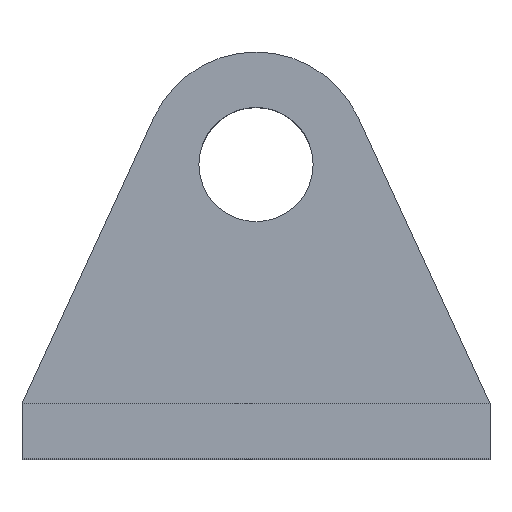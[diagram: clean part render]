
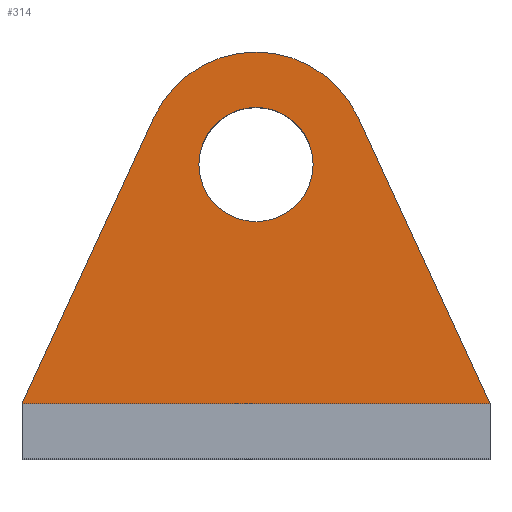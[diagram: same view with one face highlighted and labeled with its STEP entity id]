
A CAD part, top view. The second image highlights one B-rep face of the part: STEP entity #314.
In plain terms, the highlighted planar face has unit normal (0, 0, 1).
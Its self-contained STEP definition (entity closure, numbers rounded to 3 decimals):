
#11 = CARTESIAN_POINT ( 'NONE',  ( 12.7, 0., 5. ) ) ;
#12 = VERTEX_POINT ( 'NONE', #381 ) ;
#15 = EDGE_CURVE ( 'NONE', #358, #43, #50, .T. ) ;
#16 = VERTEX_POINT ( 'NONE', #368 ) ;
#20 = CARTESIAN_POINT ( 'NONE',  ( 0., 16., 5. ) ) ;
#22 = ORIENTED_EDGE ( 'NONE', *, *, #57, .T. ) ;
#38 = VECTOR ( 'NONE', #113, 1000. ) ;
#43 = VERTEX_POINT ( 'NONE', #189 ) ;
#50 = LINE ( 'NONE', #169, #38 ) ;
#57 = EDGE_CURVE ( 'NONE', #85, #140, #436, .T. ) ;
#67 = CARTESIAN_POINT ( 'NONE',  ( 12.7, 0., 5. ) ) ;
#69 = EDGE_LOOP ( 'NONE', ( #666, #613 ) ) ;
#71 = LINE ( 'NONE', #534, #141 ) ;
#72 = EDGE_CURVE ( 'NONE', #43, #12, #488, .T. ) ;
#74 = AXIS2_PLACEMENT_3D ( 'NONE', #456, #133, #199 ) ;
#85 = VERTEX_POINT ( 'NONE', #11 ) ;
#94 = VERTEX_POINT ( 'NONE', #234 ) ;
#113 = DIRECTION ( 'NONE',  ( -0.418, -0.908, 0. ) ) ;
#114 = DIRECTION ( 'NONE',  ( 1., 0., 0. ) ) ;
#124 = ORIENTED_EDGE ( 'NONE', *, *, #15, .T. ) ;
#125 = VECTOR ( 'NONE', #331, 1000. ) ;
#133 = DIRECTION ( 'NONE',  ( 0., 0., 1. ) ) ;
#139 = DIRECTION ( 'NONE',  ( 1., 0., 0. ) ) ;
#140 = VERTEX_POINT ( 'NONE', #481 ) ;
#141 = VECTOR ( 'NONE', #442, 1000. ) ;
#153 = CIRCLE ( 'NONE', #243, 6.1 ) ;
#155 = FACE_OUTER_BOUND ( 'NONE', #390, .T. ) ;
#169 = CARTESIAN_POINT ( 'NONE',  ( -12.7, 3., 5. ) ) ;
#170 = CIRCLE ( 'NONE', #544, 3.1 ) ;
#189 = CARTESIAN_POINT ( 'NONE',  ( -12.7, 3., 5. ) ) ;
#197 = LINE ( 'NONE', #602, #490 ) ;
#199 = DIRECTION ( 'NONE',  ( 1., 0., 0. ) ) ;
#200 = DIRECTION ( 'NONE',  ( 0., 0., 1. ) ) ;
#212 = ORIENTED_EDGE ( 'NONE', *, *, #72, .T. ) ;
#221 = FACE_BOUND ( 'NONE', #69, .T. ) ;
#223 = EDGE_CURVE ( 'NONE', #16, #358, #153, .T. ) ;
#225 = DIRECTION ( 'NONE',  ( 0., 0., 1. ) ) ;
#234 = CARTESIAN_POINT ( 'NONE',  ( -3.1, 16., 5. ) ) ;
#236 = CARTESIAN_POINT ( 'NONE',  ( 0., 16., 5. ) ) ;
#237 = CARTESIAN_POINT ( 'NONE',  ( -12.7, 0., 5. ) ) ;
#243 = AXIS2_PLACEMENT_3D ( 'NONE', #20, #200, #606 ) ;
#261 = ORIENTED_EDGE ( 'NONE', *, *, #223, .T. ) ;
#296 = EDGE_CURVE ( 'NONE', #12, #85, #197, .T. ) ;
#312 = PLANE ( 'NONE',  #635 ) ;
#314 = ADVANCED_FACE ( 'NONE', ( #155, #221 ), #312, .T. ) ;
#331 = DIRECTION ( 'NONE',  ( 0., -1., 0. ) ) ;
#348 = CARTESIAN_POINT ( 'NONE',  ( 3.1, 16., 5. ) ) ;
#358 = VERTEX_POINT ( 'NONE', #678 ) ;
#368 = CARTESIAN_POINT ( 'NONE',  ( 5.541, 18.551, 5. ) ) ;
#381 = CARTESIAN_POINT ( 'NONE',  ( -12.7, 0., 5. ) ) ;
#390 = EDGE_LOOP ( 'NONE', ( #212, #421, #22, #623, #261, #124 ) ) ;
#421 = ORIENTED_EDGE ( 'NONE', *, *, #296, .T. ) ;
#434 = DIRECTION ( 'NONE',  ( 0., 1., 0. ) ) ;
#436 = LINE ( 'NONE', #67, #452 ) ;
#438 = DIRECTION ( 'NONE',  ( 0., 0., 1. ) ) ;
#442 = DIRECTION ( 'NONE',  ( -0.418, 0.908, 0. ) ) ;
#452 = VECTOR ( 'NONE', #434, 1000. ) ;
#456 = CARTESIAN_POINT ( 'NONE',  ( 0., 16., 5. ) ) ;
#464 = DIRECTION ( 'NONE',  ( 1., 0., 0. ) ) ;
#481 = CARTESIAN_POINT ( 'NONE',  ( 12.7, 3., 5. ) ) ;
#488 = LINE ( 'NONE', #237, #125 ) ;
#490 = VECTOR ( 'NONE', #139, 1000. ) ;
#498 = EDGE_CURVE ( 'NONE', #140, #16, #71, .T. ) ;
#526 = CARTESIAN_POINT ( 'NONE',  ( 0., 16., 5. ) ) ;
#534 = CARTESIAN_POINT ( 'NONE',  ( 12.7, 3., 5. ) ) ;
#544 = AXIS2_PLACEMENT_3D ( 'NONE', #236, #438, #114 ) ;
#546 = CIRCLE ( 'NONE', #74, 3.1 ) ;
#556 = EDGE_CURVE ( 'NONE', #94, #670, #170, .T. ) ;
#602 = CARTESIAN_POINT ( 'NONE',  ( -12.7, 0., 5. ) ) ;
#606 = DIRECTION ( 'NONE',  ( 1., 0., 0. ) ) ;
#613 = ORIENTED_EDGE ( 'NONE', *, *, #676, .F. ) ;
#623 = ORIENTED_EDGE ( 'NONE', *, *, #498, .T. ) ;
#635 = AXIS2_PLACEMENT_3D ( 'NONE', #526, #225, #464 ) ;
#666 = ORIENTED_EDGE ( 'NONE', *, *, #556, .F. ) ;
#670 = VERTEX_POINT ( 'NONE', #348 ) ;
#676 = EDGE_CURVE ( 'NONE', #670, #94, #546, .T. ) ;
#678 = CARTESIAN_POINT ( 'NONE',  ( -5.541, 18.551, 5. ) ) ;
